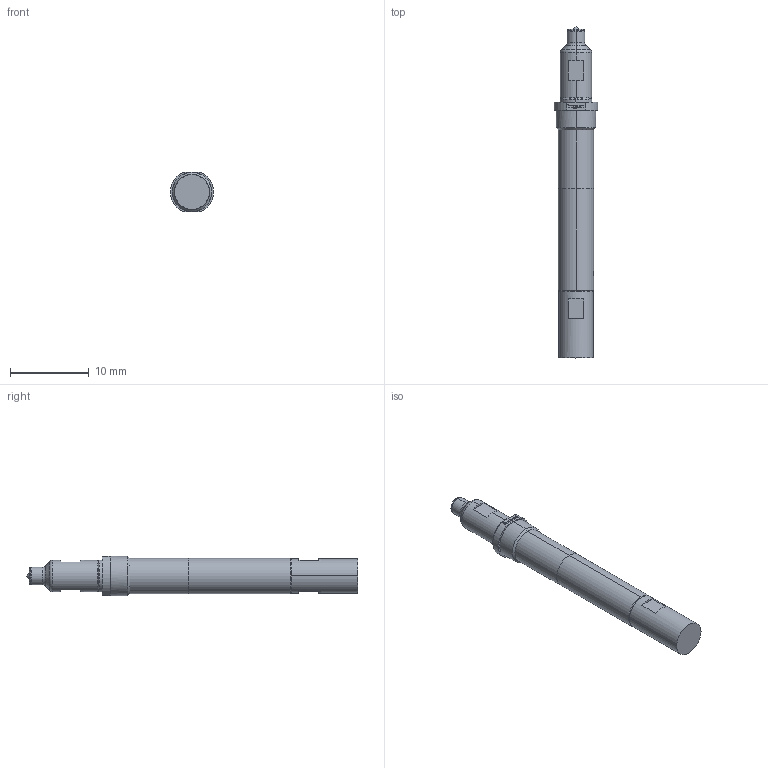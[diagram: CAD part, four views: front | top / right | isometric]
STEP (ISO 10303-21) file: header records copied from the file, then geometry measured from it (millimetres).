
FILE_DESCRIPTION (( 'STEP AP203' ), '1' );
FILE_NAME ('INGUN_HFS-8x0_358_080_A_xx42_Z_M.STEP', '2022-03-15T11:08:39', ( 'ochi' ), ( '' ), 'SwSTEP 2.0', 'SolidWorks 2018', '' );
FILE_SCHEMA (( 'CONFIG_CONTROL_DESIGN' ));
Length unit declared in the file: millimetre
Products named in the file (1): INGUN_HFS-8x0_358_080_A_xx42_Z_M
Bounding box: 5.48 x 42.2 x 5 mm (x, y, z)
Volume: 611.9 mm3; surface area: 624 mm2
Topology: 1 solids, 1 shells, 147 faces, 352 edges, 221 vertices
Faces by surface type: plane 74, cylinder 47, cone 18, torus 8
Entity records: 4333 total; most frequent: DIRECTION 778, CARTESIAN_POINT 738, ORIENTED_EDGE 700, EDGE_CURVE 350, AXIS2_PLACEMENT_3D 283, VERTEX_POINT 221, VECTOR 212, LINE 212
